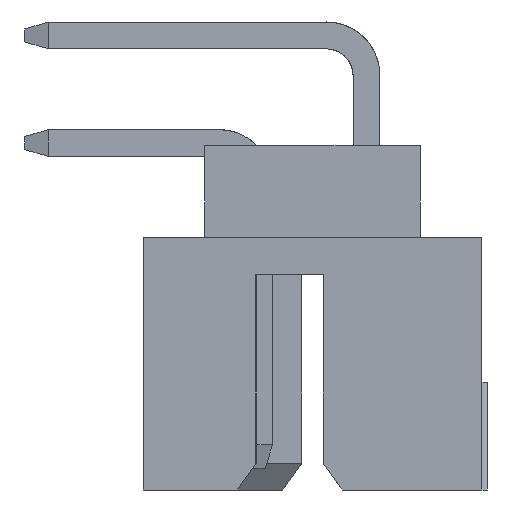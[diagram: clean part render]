
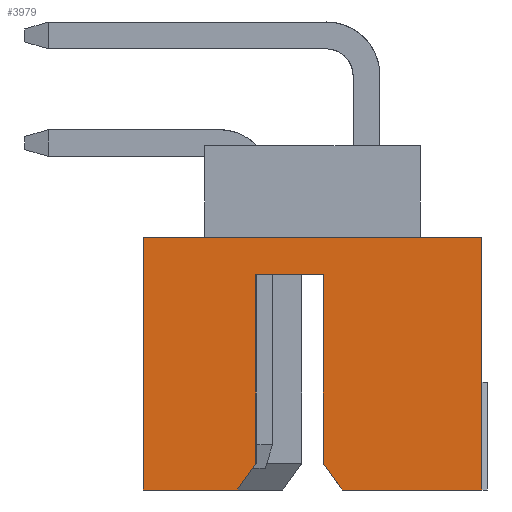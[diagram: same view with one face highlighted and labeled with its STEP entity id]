
A CAD part, left-side view. The second image highlights one B-rep face of the part: STEP entity #3979.
In plain terms, the highlighted free-form (B-spline) face has degree [1, 1] with [2, 2] control points.
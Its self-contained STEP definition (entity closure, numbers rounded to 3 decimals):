
#3902=CARTESIAN_POINT('',(-14.123,4.452,0.8));
#3903=VERTEX_POINT('',#3902);
#3904=CARTESIAN_POINT('',(-14.123,5.702,0.8));
#3905=VERTEX_POINT('',#3904);
#3906=CARTESIAN_POINT('',(-14.123,4.452,0.8));
#3907=CARTESIAN_POINT('',(-14.123,5.702,0.8));
#3908=B_SPLINE_CURVE_WITH_KNOTS('',1,(#3906,#3907),.UNSPECIFIED.,.F.,.U.,
 (2,2),(0.0,1.0),.UNSPECIFIED.);
#3909=EDGE_CURVE('',#3903,#3905,#3908,.T.);
#3910=ORIENTED_EDGE('',*,*,#3909,.T.);
#3911=CARTESIAN_POINT('',(-14.123,5.702,-2.7));
#3912=VERTEX_POINT('',#3911);
#3913=CARTESIAN_POINT('',(-14.123,5.702,0.8));
#3914=CARTESIAN_POINT('',(-14.123,5.702,-2.7));
#3915=B_SPLINE_CURVE_WITH_KNOTS('',1,(#3913,#3914),.UNSPECIFIED.,.F.,.U.,
 (2,2),(0.0,1.0),.UNSPECIFIED.);
#3916=EDGE_CURVE('',#3905,#3912,#3915,.T.);
#3917=ORIENTED_EDGE('',*,*,#3916,.T.);
#3918=CARTESIAN_POINT('',(-14.123,6.052,-3.2));
#3919=VERTEX_POINT('',#3918);
#3920=CARTESIAN_POINT('',(-14.123,5.702,-2.7));
#3921=CARTESIAN_POINT('',(-14.123,6.052,-3.2));
#3922=B_SPLINE_CURVE_WITH_KNOTS('',1,(#3920,#3921),.UNSPECIFIED.,.F.,.U.,
 (2,2),(0.0,1.0),.UNSPECIFIED.);
#3923=EDGE_CURVE('',#3912,#3919,#3922,.T.);
#3924=ORIENTED_EDGE('',*,*,#3923,.T.);
#3925=CARTESIAN_POINT('',(-14.123,7.802,-3.2));
#3926=VERTEX_POINT('',#3925);
#3927=CARTESIAN_POINT('',(-14.123,6.052,-3.2));
#3928=CARTESIAN_POINT('',(-14.123,7.802,-3.2));
#3929=B_SPLINE_CURVE_WITH_KNOTS('',1,(#3927,#3928),.UNSPECIFIED.,.F.,.U.,
 (2,2),(0.0,1.0),.UNSPECIFIED.);
#3930=EDGE_CURVE('',#3919,#3926,#3929,.T.);
#3931=ORIENTED_EDGE('',*,*,#3930,.T.);
#3932=CARTESIAN_POINT('',(-14.123,7.802,1.5));
#3933=VERTEX_POINT('',#3932);
#3934=CARTESIAN_POINT('',(-14.123,7.802,-3.2));
#3935=CARTESIAN_POINT('',(-14.123,7.802,1.5));
#3936=B_SPLINE_CURVE_WITH_KNOTS('',1,(#3934,#3935),.UNSPECIFIED.,.F.,.U.,
 (2,2),(0.0,1.0),.UNSPECIFIED.);
#3937=EDGE_CURVE('',#3926,#3933,#3936,.T.);
#3938=ORIENTED_EDGE('',*,*,#3937,.T.);
#3939=CARTESIAN_POINT('',(-14.123,1.502,1.5));
#3940=VERTEX_POINT('',#3939);
#3941=CARTESIAN_POINT('',(-14.123,7.802,1.5));
#3942=CARTESIAN_POINT('',(-14.123,1.502,1.5));
#3943=B_SPLINE_CURVE_WITH_KNOTS('',1,(#3941,#3942),.UNSPECIFIED.,.F.,.U.,
 (2,2),(0.0,1.0),.UNSPECIFIED.);
#3944=EDGE_CURVE('',#3933,#3940,#3943,.T.);
#3945=ORIENTED_EDGE('',*,*,#3944,.T.);
#3946=CARTESIAN_POINT('',(-14.123,1.502,-3.2));
#3947=VERTEX_POINT('',#3946);
#3948=CARTESIAN_POINT('',(-14.123,1.502,1.5));
#3949=CARTESIAN_POINT('',(-14.123,1.502,-3.2));
#3950=B_SPLINE_CURVE_WITH_KNOTS('',1,(#3948,#3949),.UNSPECIFIED.,.F.,.U.,
 (2,2),(0.0,1.0),.UNSPECIFIED.);
#3951=EDGE_CURVE('',#3940,#3947,#3950,.T.);
#3952=ORIENTED_EDGE('',*,*,#3951,.T.);
#3953=CARTESIAN_POINT('',(-14.123,4.102,-3.2));
#3954=VERTEX_POINT('',#3953);
#3955=CARTESIAN_POINT('',(-14.123,1.502,-3.2));
#3956=CARTESIAN_POINT('',(-14.123,4.102,-3.2));
#3957=B_SPLINE_CURVE_WITH_KNOTS('',1,(#3955,#3956),.UNSPECIFIED.,.F.,.U.,
 (2,2),(0.0,1.0),.UNSPECIFIED.);
#3958=EDGE_CURVE('',#3947,#3954,#3957,.T.);
#3959=ORIENTED_EDGE('',*,*,#3958,.T.);
#3960=CARTESIAN_POINT('',(-14.123,4.452,-2.7));
#3961=VERTEX_POINT('',#3960);
#3962=CARTESIAN_POINT('',(-14.123,4.102,-3.2));
#3963=CARTESIAN_POINT('',(-14.123,4.452,-2.7));
#3964=B_SPLINE_CURVE_WITH_KNOTS('',1,(#3962,#3963),.UNSPECIFIED.,.F.,.U.,
 (2,2),(0.0,1.0),.UNSPECIFIED.);
#3965=EDGE_CURVE('',#3954,#3961,#3964,.T.);
#3966=ORIENTED_EDGE('',*,*,#3965,.T.);
#3967=CARTESIAN_POINT('',(-14.123,4.452,-2.7));
#3968=CARTESIAN_POINT('',(-14.123,4.452,0.8));
#3969=B_SPLINE_CURVE_WITH_KNOTS('',1,(#3967,#3968),.UNSPECIFIED.,.F.,.U.,
 (2,2),(0.0,1.0),.UNSPECIFIED.);
#3970=EDGE_CURVE('',#3961,#3903,#3969,.T.);
#3971=ORIENTED_EDGE('',*,*,#3970,.T.);
#3972=EDGE_LOOP('',(#3910,#3917,#3924,#3931,#3938,#3945,#3952,#3959,#3966,#3971));
#3973=FACE_OUTER_BOUND('',#3972,.T.);
#3974=CARTESIAN_POINT('',(-14.123,1.502,-3.2));
#3975=CARTESIAN_POINT('',(-14.123,1.502,1.5));
#3976=CARTESIAN_POINT('',(-14.123,7.802,-3.2));
#3977=CARTESIAN_POINT('',(-14.123,7.802,1.5));
#3978=( BOUNDED_SURFACE() B_SPLINE_SURFACE(1,1,((#3974,#3975),(#3976,#3977)),.UNSPECIFIED.,.U.,.U.,.U.)
  B_SPLINE_SURFACE_WITH_KNOTS((2,2),(2,2),(0.0,1.0),(0.0,1.0),.UNSPECIFIED.)
  GEOMETRIC_REPRESENTATION_ITEM() RATIONAL_B_SPLINE_SURFACE(((1.0,1.0),(1.0,1.0))) REPRESENTATION_ITEM('') SURFACE() );
#3979=ADVANCED_FACE('n� 2561',(#3973),#3978,.T.);
